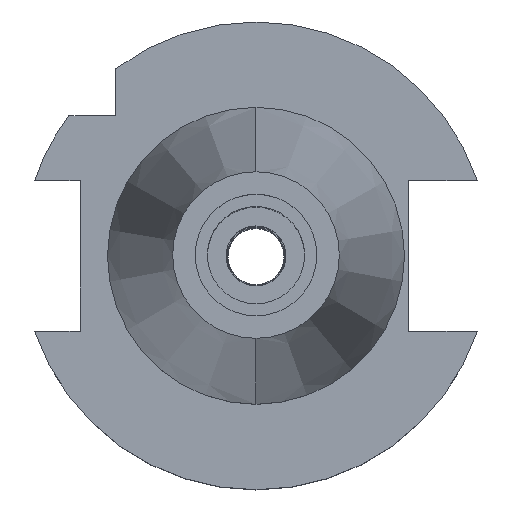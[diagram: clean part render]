
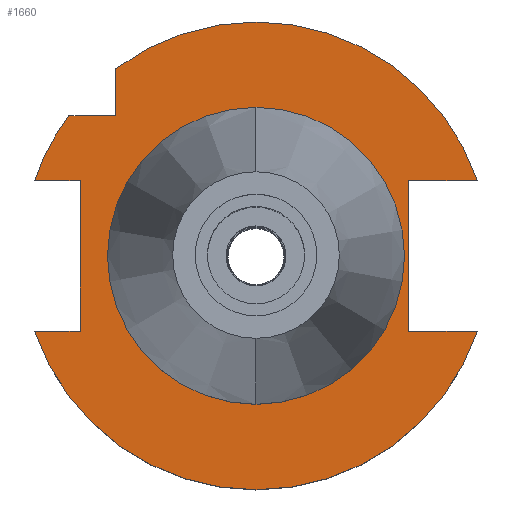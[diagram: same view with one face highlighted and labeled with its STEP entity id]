
A CAD part, top view. The second image highlights one B-rep face of the part: STEP entity #1660.
In plain terms, the highlighted planar face has unit normal (0, 0, 1).
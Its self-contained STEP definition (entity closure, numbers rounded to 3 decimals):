
#121=DIRECTION('',(0.,1.,0.));
#122=VECTOR('',#121,5.);
#123=CARTESIAN_POINT('',(-15.,15.,-3.2));
#124=LINE('',#123,#122);
#128=CARTESIAN_POINT('',(0.,0.,-3.2));
#129=DIRECTION('',(0.,0.,-1.));
#130=DIRECTION('',(-0.6,0.8,0.));
#131=AXIS2_PLACEMENT_3D('',#128,#129,#130);
#136=CARTESIAN_POINT('',(0.,0.,-3.2));
#137=DIRECTION('',(0.,0.,-1.));
#138=DIRECTION('',(0.,1.,0.));
#139=AXIS2_PLACEMENT_3D('',#136,#137,#138);
#144=DIRECTION('',(0.,-1.,0.));
#145=VECTOR('',#144,16.1);
#146=CARTESIAN_POINT('',(16.3,8.05,-3.2));
#147=LINE('',#146,#145);
#151=DIRECTION('',(1.,0.,0.));
#152=VECTOR('',#151,7.368);
#153=CARTESIAN_POINT('',(16.3,-8.05,-3.2));
#154=LINE('',#153,#152);
#158=CARTESIAN_POINT('',(0.,0.,-3.2));
#159=DIRECTION('',(0.,0.,-1.));
#160=DIRECTION('',(0.947,-0.322,0.));
#161=AXIS2_PLACEMENT_3D('',#158,#159,#160);
#166=CARTESIAN_POINT('',(0.,0.,-3.2));
#167=DIRECTION('',(0.,0.,-1.));
#168=DIRECTION('',(0.,-1.,0.));
#169=AXIS2_PLACEMENT_3D('',#166,#167,#168);
#174=DIRECTION('',(-1.,0.,0.));
#175=VECTOR('',#174,4.868);
#176=CARTESIAN_POINT('',(-18.8,8.05,-3.2));
#177=LINE('',#176,#175);
#181=CARTESIAN_POINT('',(0.,0.,-3.2));
#182=DIRECTION('',(0.,0.,-1.));
#183=DIRECTION('',(-0.947,0.322,0.));
#184=AXIS2_PLACEMENT_3D('',#181,#182,#183);
#189=CARTESIAN_POINT('',(0.,0.,-3.2));
#190=DIRECTION('',(0.,0.,1.));
#191=DIRECTION('',(0.,-1.,0.));
#192=AXIS2_PLACEMENT_3D('',#189,#190,#191);
#197=CARTESIAN_POINT('',(0.,0.,-3.2));
#198=DIRECTION('',(0.,0.,1.));
#199=DIRECTION('',(0.,1.,0.));
#200=AXIS2_PLACEMENT_3D('',#197,#198,#199);
#320=DIRECTION('',(-1.,0.,0.));
#321=VECTOR('',#320,5.);
#322=CARTESIAN_POINT('',(-15.,15.,-3.2));
#323=LINE('',#322,#321);
#499=DIRECTION('',(0.,-1.,0.));
#500=VECTOR('',#499,16.1);
#501=CARTESIAN_POINT('',(-18.8,8.05,-3.2));
#502=LINE('',#501,#500);
#513=DIRECTION('',(-1.,0.,0.));
#514=VECTOR('',#513,4.868);
#515=CARTESIAN_POINT('',(-18.8,-8.05,-3.2));
#516=LINE('',#515,#514);
#754=DIRECTION('',(1.,0.,0.));
#755=VECTOR('',#754,7.368);
#756=CARTESIAN_POINT('',(16.3,8.05,-3.2));
#757=LINE('',#756,#755);
#1438=CARTESIAN_POINT('',(-15.,20.,-3.2));
#1439=VERTEX_POINT('',#1438);
#1440=CARTESIAN_POINT('',(-15.,15.,-3.2));
#1441=VERTEX_POINT('',#1440);
#1456=CARTESIAN_POINT('',(-18.8,-8.05,-3.2));
#1457=VERTEX_POINT('',#1456);
#1458=CARTESIAN_POINT('',(-23.668,-8.05,-3.2));
#1459=VERTEX_POINT('',#1458);
#1469=CARTESIAN_POINT('',(-18.8,8.05,-3.2));
#1470=VERTEX_POINT('',#1469);
#1479=CARTESIAN_POINT('',(-23.668,8.05,-3.2));
#1480=VERTEX_POINT('',#1479);
#1527=CARTESIAN_POINT('',(0.,-25.,-3.2));
#1528=VERTEX_POINT('',#1527);
#1529=CARTESIAN_POINT('',(23.668,-8.05,-3.2));
#1530=VERTEX_POINT('',#1529);
#1531=CARTESIAN_POINT('',(23.668,8.05,-3.2));
#1532=VERTEX_POINT('',#1531);
#1533=CARTESIAN_POINT('',(0.,25.,-3.2));
#1534=VERTEX_POINT('',#1533);
#1535=CARTESIAN_POINT('',(-20.,15.,-3.2));
#1536=VERTEX_POINT('',#1535);
#1537=CARTESIAN_POINT('',(16.3,8.05,-3.2));
#1538=VERTEX_POINT('',#1537);
#1539=CARTESIAN_POINT('',(16.3,-8.05,-3.2));
#1540=VERTEX_POINT('',#1539);
#1541=CARTESIAN_POINT('',(0.,-15.875,-3.2));
#1542=CARTESIAN_POINT('',(0.,15.875,-3.2));
#1543=VERTEX_POINT('',#1541);
#1544=VERTEX_POINT('',#1542);
#1623=CARTESIAN_POINT('',(0.,0.,-3.2));
#1624=DIRECTION('',(0.,0.,-1.));
#1625=DIRECTION('',(0.,-1.,0.));
#1626=AXIS2_PLACEMENT_3D('',#1623,#1624,#1625);
#1627=PLANE('',#1626);
#1629=ORIENTED_EDGE('',*,*,#1628,.T.);
#1631=ORIENTED_EDGE('',*,*,#1630,.T.);
#1633=ORIENTED_EDGE('',*,*,#1632,.T.);
#1635=ORIENTED_EDGE('',*,*,#1634,.F.);
#1637=ORIENTED_EDGE('',*,*,#1636,.T.);
#1639=ORIENTED_EDGE('',*,*,#1638,.T.);
#1641=ORIENTED_EDGE('',*,*,#1640,.T.);
#1643=ORIENTED_EDGE('',*,*,#1642,.T.);
#1645=ORIENTED_EDGE('',*,*,#1644,.F.);
#1647=ORIENTED_EDGE('',*,*,#1646,.F.);
#1649=ORIENTED_EDGE('',*,*,#1648,.T.);
#1651=ORIENTED_EDGE('',*,*,#1650,.T.);
#1653=ORIENTED_EDGE('',*,*,#1652,.F.);
#1654=EDGE_LOOP('',(#1629,#1631,#1633,#1635,#1637,#1639,#1641,#1643,#1645,#1647,
#1649,#1651,#1653));
#1655=FACE_OUTER_BOUND('',#1654,.F.);
#1656=ORIENTED_EDGE('',*,*,#1602,.T.);
#1657=ORIENTED_EDGE('',*,*,#1618,.T.);
#1658=EDGE_LOOP('',(#1656,#1657));
#1659=FACE_BOUND('',#1658,.F.);
#132=CIRCLE('',#131,25.);
#140=CIRCLE('',#139,25.);
#162=CIRCLE('',#161,25.);
#170=CIRCLE('',#169,25.);
#185=CIRCLE('',#184,25.);
#193=CIRCLE('',#192,15.875);
#201=CIRCLE('',#200,15.875);
#1602=EDGE_CURVE('',#1543,#1544,#193,.T.);
#1618=EDGE_CURVE('',#1544,#1543,#201,.T.);
#1628=EDGE_CURVE('',#1441,#1439,#124,.T.);
#1630=EDGE_CURVE('',#1439,#1534,#132,.T.);
#1632=EDGE_CURVE('',#1534,#1532,#140,.T.);
#1634=EDGE_CURVE('',#1538,#1532,#757,.T.);
#1636=EDGE_CURVE('',#1538,#1540,#147,.T.);
#1638=EDGE_CURVE('',#1540,#1530,#154,.T.);
#1640=EDGE_CURVE('',#1530,#1528,#162,.T.);
#1642=EDGE_CURVE('',#1528,#1459,#170,.T.);
#1644=EDGE_CURVE('',#1457,#1459,#516,.T.);
#1646=EDGE_CURVE('',#1470,#1457,#502,.T.);
#1648=EDGE_CURVE('',#1470,#1480,#177,.T.);
#1650=EDGE_CURVE('',#1480,#1536,#185,.T.);
#1652=EDGE_CURVE('',#1441,#1536,#323,.T.);
#1660=ADVANCED_FACE('',(#1655,#1659),#1627,.F.);
